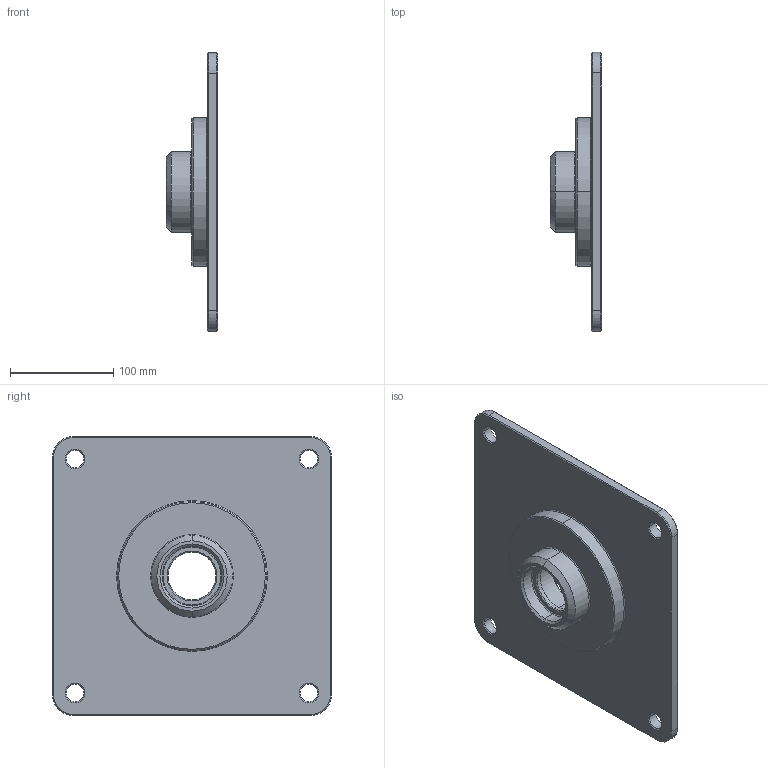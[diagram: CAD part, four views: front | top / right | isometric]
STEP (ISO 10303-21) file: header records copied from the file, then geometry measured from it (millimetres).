
FILE_DESCRIPTION((''),'2;1');
FILE_NAME('ENBRACKET_BEARING_HOLDER','2018-04-20T',('Harry'),(''),'CREO PARAMETRIC BY PTC INC, 2014440','CREO PARAMETRIC BY PTC INC, 2014440','');
FILE_SCHEMA(('CONFIG_CONTROL_DESIGN'));
Length unit declared in the file: millimetre
Products named in the file (1): ENBRACKET_BEARING_HOLDER
Bounding box: 50 x 270 x 270 mm (x, y, z)
Volume: 822992.1 mm3; surface area: 174573.9 mm2
Topology: 1 solids, 1 shells, 86 faces, 186 edges, 108 vertices
Faces by surface type: cone 36, cylinder 26, plane 20, torus 4
Entity records: 2380 total; most frequent: DIRECTION 454, CARTESIAN_POINT 380, ORIENTED_EDGE 372, EDGE_CURVE 186, AXIS2_PLACEMENT_3D 182, VERTEX_POINT 108, EDGE_LOOP 102, CIRCLE 96
